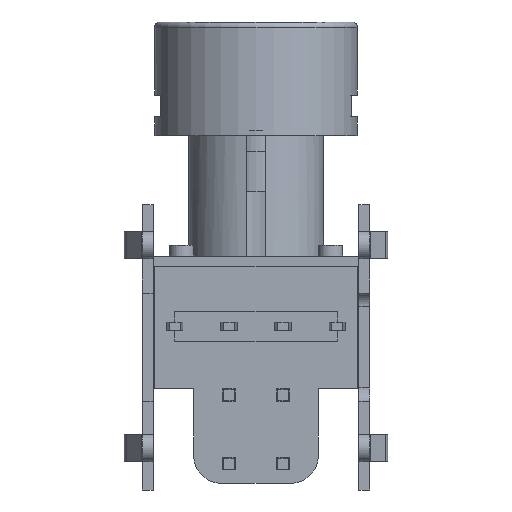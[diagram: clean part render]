
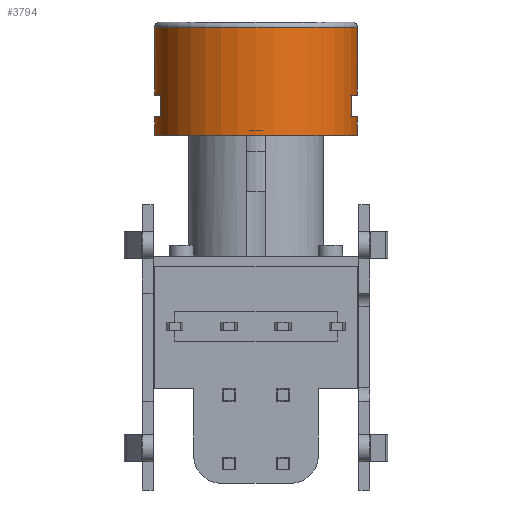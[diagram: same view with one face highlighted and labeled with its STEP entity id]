
A CAD part, left-side view. The second image highlights one B-rep face of the part: STEP entity #3794.
In plain terms, the highlighted cylindrical face has radius 3.75 mm (diameter 7.5 mm), a full revolution.
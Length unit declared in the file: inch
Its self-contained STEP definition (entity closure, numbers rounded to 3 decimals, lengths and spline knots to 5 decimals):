
#2810=CARTESIAN_POINT('',(-0.05118,-0.13848,0.36772));
#2811=VERTEX_POINT('',#2810);
#2818=CARTESIAN_POINT('',(-0.05118,-0.13848,0.33622));
#2819=VERTEX_POINT('',#2818);
#2820=CARTESIAN_POINT('',(-0.05118,-0.13848,0.36772));
#2821=DIRECTION('',(0.0,0.0,-1.0));
#2822=VECTOR('',#2821,0.0315);
#2823=LINE('',#2820,#2822);
#2824=EDGE_CURVE('',#2811,#2819,#2823,.T.);
#2885=CARTESIAN_POINT('',(-0.05118,0.13848,0.36772));
#2886=VERTEX_POINT('',#2885);
#2893=CARTESIAN_POINT('',(0.05118,0.13848,0.36772));
#2894=VERTEX_POINT('',#2893);
#2895=CARTESIAN_POINT('',(0.,0.,0.36772));
#2896=DIRECTION('',(0.0,0.0,-1.0));
#2897=DIRECTION('',(0.0,1.0,0.0));
#2898=AXIS2_PLACEMENT_3D('',#2895,#2896,#2897);
#2899=CIRCLE('',#2898,0.14764);
#2900=EDGE_CURVE('',#2886,#2894,#2899,.T.);
#3431=CARTESIAN_POINT('',(0.05118,-0.13848,0.36772));
#3432=VERTEX_POINT('',#3431);
#3439=CARTESIAN_POINT('',(0.,0.,0.36772));
#3440=DIRECTION('',(0.0,0.0,-1.0));
#3441=DIRECTION('',(0.0,1.0,0.0));
#3442=AXIS2_PLACEMENT_3D('',#3439,#3440,#3441);
#3443=CIRCLE('',#3442,0.14764);
#3444=EDGE_CURVE('',#3432,#2811,#3443,.T.);
#3684=CARTESIAN_POINT('',(0.,-0.14764,0.46614));
#3685=VERTEX_POINT('',#3684);
#3686=CARTESIAN_POINT('',(0.,0.,0.46614));
#3687=DIRECTION('',(0.0,0.0,1.0));
#3688=DIRECTION('',(0.0,1.0,0.0));
#3689=AXIS2_PLACEMENT_3D('',#3686,#3687,#3688);
#3690=CIRCLE('',#3689,0.14764);
#3691=EDGE_CURVE('',#3685,#3685,#3690,.T.);
#3716=CARTESIAN_POINT('',(0.,0.,0.47402));
#3717=DIRECTION('',(0.0,0.0,-1.0));
#3718=DIRECTION('',(0.0,1.0,0.0));
#3719=AXIS2_PLACEMENT_3D('',#3716,#3717,#3718);
#3720=CYLINDRICAL_SURFACE('',#3719,0.14764);
#3721=CARTESIAN_POINT('',(0.14764,0.,0.30866));
#3722=VERTEX_POINT('',#3721);
#3723=CARTESIAN_POINT('',(0.,0.,0.30866));
#3724=DIRECTION('',(0.0,0.0,-1.0));
#3725=DIRECTION('',(0.0,1.0,0.0));
#3726=AXIS2_PLACEMENT_3D('',#3723,#3724,#3725);
#3727=CIRCLE('',#3726,0.14764);
#3728=EDGE_CURVE('',#3722,#3722,#3727,.T.);
#3729=ORIENTED_EDGE('',*,*,#3728,.F.);
#3730=CARTESIAN_POINT('',(0.14764,0.,0.31654));
#3731=VERTEX_POINT('',#3730);
#3732=CARTESIAN_POINT('',(0.14764,0.,0.31654));
#3733=DIRECTION('',(0.0,0.0,-1.0));
#3734=VECTOR('',#3733,0.00787);
#3735=LINE('',#3732,#3734);
#3736=EDGE_CURVE('',#3731,#3722,#3735,.T.);
#3737=ORIENTED_EDGE('',*,*,#3736,.F.);
#3738=CARTESIAN_POINT('',(0.14764,0.,0.31654));
#3739=DIRECTION('',(0.0,0.0,-1.0));
#3740=VECTOR('',#3739,0.00787);
#3741=LINE('',#3738,#3740);
#3742=EDGE_CURVE('',#3731,#3722,#3741,.T.);
#3743=ORIENTED_EDGE('',*,*,#3742,.T.);
#3744=EDGE_LOOP('',(#3729,#3737,#3743));
#3745=FACE_OUTER_BOUND('',#3744,.T.);
#3746=CARTESIAN_POINT('',(0.05118,0.13848,0.33622));
#3747=VERTEX_POINT('',#3746);
#3748=CARTESIAN_POINT('',(-0.05118,0.13848,0.33622));
#3749=VERTEX_POINT('',#3748);
#3750=CARTESIAN_POINT('',(0.,0.,0.33622));
#3751=DIRECTION('',(0.0,0.0,1.0));
#3752=DIRECTION('',(0.0,1.0,0.0));
#3753=AXIS2_PLACEMENT_3D('',#3750,#3751,#3752);
#3754=CIRCLE('',#3753,0.14764);
#3755=EDGE_CURVE('',#3747,#3749,#3754,.T.);
#3756=ORIENTED_EDGE('',*,*,#3755,.F.);
#3757=CARTESIAN_POINT('',(0.05118,0.13848,0.36772));
#3758=DIRECTION('',(0.0,0.0,-1.0));
#3759=VECTOR('',#3758,0.0315);
#3760=LINE('',#3757,#3759);
#3761=EDGE_CURVE('',#2894,#3747,#3760,.T.);
#3762=ORIENTED_EDGE('',*,*,#3761,.F.);
#3763=ORIENTED_EDGE('',*,*,#2900,.F.);
#3764=CARTESIAN_POINT('',(-0.05118,0.13848,0.33622));
#3765=DIRECTION('',(0.0,0.0,1.0));
#3766=VECTOR('',#3765,0.0315);
#3767=LINE('',#3764,#3766);
#3768=EDGE_CURVE('',#3749,#2886,#3767,.T.);
#3769=ORIENTED_EDGE('',*,*,#3768,.F.);
#3770=EDGE_LOOP('',(#3756,#3762,#3763,#3769));
#3771=FACE_BOUND('',#3770,.T.);
#3772=ORIENTED_EDGE('',*,*,#3691,.F.);
#3773=EDGE_LOOP('',(#3772));
#3774=FACE_BOUND('',#3773,.T.);
#3775=ORIENTED_EDGE('',*,*,#3444,.F.);
#3776=CARTESIAN_POINT('',(0.05118,-0.13848,0.33622));
#3777=VERTEX_POINT('',#3776);
#3778=CARTESIAN_POINT('',(0.05118,-0.13848,0.33622));
#3779=DIRECTION('',(0.0,0.0,1.0));
#3780=VECTOR('',#3779,0.0315);
#3781=LINE('',#3778,#3780);
#3782=EDGE_CURVE('',#3777,#3432,#3781,.T.);
#3783=ORIENTED_EDGE('',*,*,#3782,.F.);
#3784=CARTESIAN_POINT('',(0.,0.,0.33622));
#3785=DIRECTION('',(0.0,0.0,1.0));
#3786=DIRECTION('',(0.0,1.0,0.0));
#3787=AXIS2_PLACEMENT_3D('',#3784,#3785,#3786);
#3788=CIRCLE('',#3787,0.14764);
#3789=EDGE_CURVE('',#2819,#3777,#3788,.T.);
#3790=ORIENTED_EDGE('',*,*,#3789,.F.);
#3791=ORIENTED_EDGE('',*,*,#2824,.F.);
#3792=EDGE_LOOP('',(#3775,#3783,#3790,#3791));
#3793=FACE_BOUND('',#3792,.T.);
#3794=ADVANCED_FACE('',(#3745,#3771,#3774,#3793),#3720,.T.);
